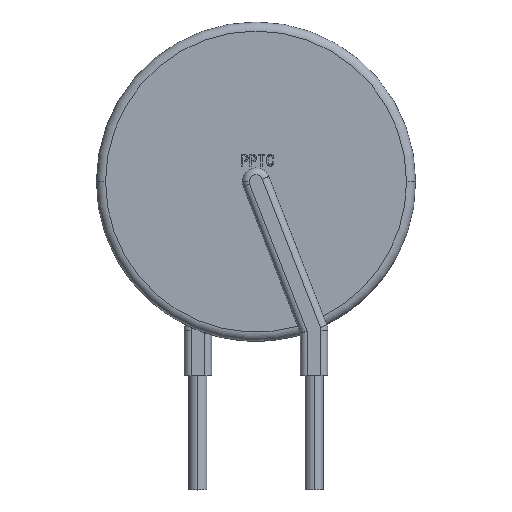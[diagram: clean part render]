
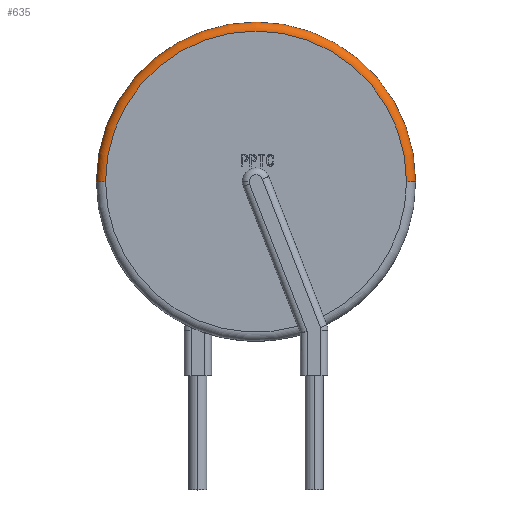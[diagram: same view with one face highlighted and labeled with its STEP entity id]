
A CAD part, top view. The second image highlights one B-rep face of the part: STEP entity #635.
In plain terms, the highlighted toroidal (fillet/blend) face has major radius 6.6 mm and minor radius 0.4 mm.
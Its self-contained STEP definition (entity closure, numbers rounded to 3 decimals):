
#295 = AXIS2_PLACEMENT_3D ( 'NONE', #4054, #5689, #1621 ) ;
#446 = EDGE_CURVE ( 'NONE', #1945, #1593, #1338, .T. ) ;
#480 = CARTESIAN_POINT ( 'NONE',  ( 6.6, 0., 0.7 ) ) ;
#635 = ADVANCED_FACE ( 'NONE', ( #3897 ), #2912, .T. ) ;
#708 = CARTESIAN_POINT ( 'NONE',  ( 0., 0., 0.3 ) ) ;
#942 = VERTEX_POINT ( 'NONE', #480 ) ;
#1047 = AXIS2_PLACEMENT_3D ( 'NONE', #1155, #4841, #1172 ) ;
#1112 = CARTESIAN_POINT ( 'NONE',  ( -7., 0., 0.3 ) ) ;
#1155 = CARTESIAN_POINT ( 'NONE',  ( -6.6, 0., 0.3 ) ) ;
#1171 = EDGE_CURVE ( 'NONE', #1945, #4391, #3813, .T. ) ;
#1172 = DIRECTION ( 'NONE',  ( -1., 0., 0. ) ) ;
#1242 = DIRECTION ( 'NONE',  ( 1., 0., 0. ) ) ;
#1338 = CIRCLE ( 'NONE', #295, 7. ) ;
#1593 = VERTEX_POINT ( 'NONE', #2630 ) ;
#1621 = DIRECTION ( 'NONE',  ( 1., 0., 0. ) ) ;
#1725 = AXIS2_PLACEMENT_3D ( 'NONE', #3817, #5738, #5630 ) ;
#1945 = VERTEX_POINT ( 'NONE', #1112 ) ;
#2332 = AXIS2_PLACEMENT_3D ( 'NONE', #3190, #5388, #1242 ) ;
#2489 = CIRCLE ( 'NONE', #1725, 0.4 ) ;
#2630 = CARTESIAN_POINT ( 'NONE',  ( 7., 0., 0.3 ) ) ;
#2912 = TOROIDAL_SURFACE ( 'NONE', #4155, 6.6, 0.4 ) ;
#3190 = CARTESIAN_POINT ( 'NONE',  ( 0., 0., 0.7 ) ) ;
#3243 = EDGE_CURVE ( 'NONE', #1593, #942, #2489, .T. ) ;
#3387 = ORIENTED_EDGE ( 'NONE', *, *, #4599, .F. ) ;
#3587 = EDGE_LOOP ( 'NONE', ( #5037, #5508, #3387, #4238 ) ) ;
#3813 = CIRCLE ( 'NONE', #1047, 0.4 ) ;
#3817 = CARTESIAN_POINT ( 'NONE',  ( 6.6, 0., 0.3 ) ) ;
#3897 = FACE_OUTER_BOUND ( 'NONE', #3587, .T. ) ;
#4040 = DIRECTION ( 'NONE',  ( 1., 0., 0. ) ) ;
#4054 = CARTESIAN_POINT ( 'NONE',  ( 0., 0., 0.3 ) ) ;
#4155 = AXIS2_PLACEMENT_3D ( 'NONE', #708, #4371, #4040 ) ;
#4238 = ORIENTED_EDGE ( 'NONE', *, *, #3243, .F. ) ;
#4371 = DIRECTION ( 'NONE',  ( 0., 0., 1. ) ) ;
#4391 = VERTEX_POINT ( 'NONE', #5425 ) ;
#4599 = EDGE_CURVE ( 'NONE', #942, #4391, #5005, .T. ) ;
#4841 = DIRECTION ( 'NONE',  ( 0., 1., 0. ) ) ;
#5005 = CIRCLE ( 'NONE', #2332, 6.6 ) ;
#5037 = ORIENTED_EDGE ( 'NONE', *, *, #446, .F. ) ;
#5388 = DIRECTION ( 'NONE',  ( 0., 0., 1. ) ) ;
#5425 = CARTESIAN_POINT ( 'NONE',  ( -6.6, 0., 0.7 ) ) ;
#5508 = ORIENTED_EDGE ( 'NONE', *, *, #1171, .T. ) ;
#5630 = DIRECTION ( 'NONE',  ( 0., 0., -1. ) ) ;
#5689 = DIRECTION ( 'NONE',  ( 0., 0., -1. ) ) ;
#5738 = DIRECTION ( 'NONE',  ( 0., -1., 0. ) ) ;
